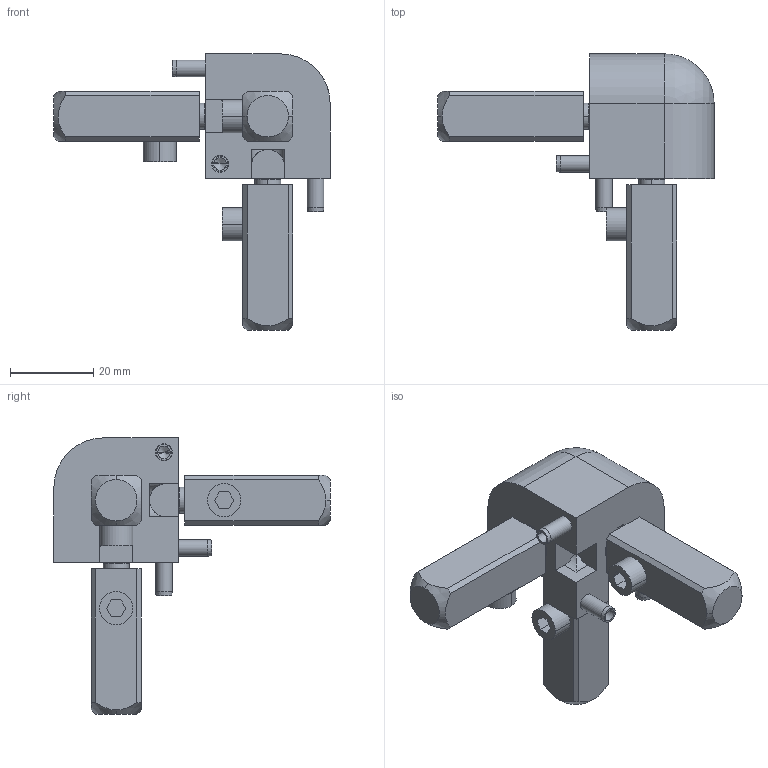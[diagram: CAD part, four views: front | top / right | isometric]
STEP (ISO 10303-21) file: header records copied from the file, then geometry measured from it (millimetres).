
FILE_DESCRIPTION(('Creo Elements/Direct Modeling STEP Export'),'2;1');
FILE_NAME('33.0045.1_Eckelement-MMS-33_abgerundet.stp','2022-03-18T13:57:10',(''),(''),'PTC Creo Elements/Direct Modeling STEP processor for AP214 (Solid Model)','PTC Creo Elements/Direct Modeling 19.0C 15-Aug-2015 (C) Parametric Technology GmbH','');
FILE_SCHEMA(('AUTOMOTIVE_DESIGN { 1 0 10303 214 1 1 1 1 }'));
Length unit declared in the file: millimetre
Products named in the file (6): Eckelement-MMS-33_96.3008_PX175955; Hammer-MMS-33_Eckverbinder-Hammer_96.3009_PX175942.02; Spannschraube-MMS-33_M8x12-45H-verz_96.3003_PX175910; Verbinderklotz-MMS-33_96.3001_PX175916; Spiralspannstift-ISO8750_4x16-St_14876_PX175967.1; Eckelement-MMS-33_abgerundet_33.0045.1_PX175970
Assembly tree (13 placements, depth 2):
  Eckelement-MMS-33_abgerundet_33.0045.1_PX175970
    Spiralspannstift-ISO8750_4x16-St_14876_PX175967.1  x3
    Verbinderklotz-MMS-33_96.3001_PX175916  x3
    Spannschraube-MMS-33_M8x12-45H-verz_96.3003_PX175910  x3
    Hammer-MMS-33_Eckverbinder-Hammer_96.3009_PX175942.02  x3
    Eckelement-MMS-33_96.3008_PX175955
Bounding box: 66.5 x 66.5 x 66.5 mm (x, y, z)
Volume: 36862.9 mm3; surface area: 18308.9 mm2
Topology: 13 solids, 13 shells, 292 faces, 711 edges, 433 vertices
Faces by surface type: cylinder 107, plane 105, cone 73, torus 6, sphere 1
Entity records: 7316 total; most frequent: CARTESIAN_POINT 3612, ORIENTED_EDGE 724, DIRECTION 650, EDGE_CURVE 362, AXIS2_PLACEMENT_3D 237, VERTEX_POINT 229, VECTOR 176, LINE 176
